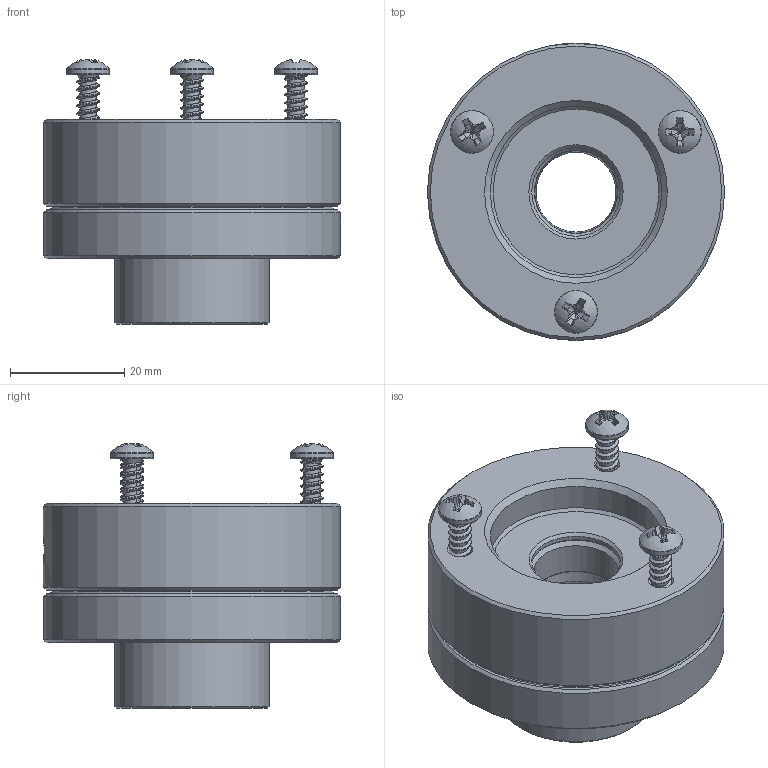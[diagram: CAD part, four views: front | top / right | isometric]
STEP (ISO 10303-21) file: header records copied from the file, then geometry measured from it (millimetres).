
FILE_DESCRIPTION(('FreeCAD Model'),'2;1');
FILE_NAME('Open CASCADE Shape Model','2025-05-03T20:02:52',('FreeCAD'),( 'FreeCAD'),'Open CASCADE STEP processor 7.6','FreeCAD','Unknown');
FILE_SCHEMA(('AUTOMOTIVE_DESIGN { 1 0 10303 214 1 1 1 1 }'));
Products named in the file (1): Open CASCADE STEP translator 7.6 1
Bounding box: 52 x 52 x 46.28 mm (x, y, z)
Volume: 41135.2 mm3; surface area: 28409.6 mm2
Topology: 41 solids, 41 shells, 1238 faces, 3495 edges, 2293 vertices
Faces by surface type: cylinder 474, torus 348, plane 295, bspline 75, cone 43, sphere 3
Full cylindrical faces by diameter (mm): 2 x33, 2.905 x18, 3 x5, 3.15 x1, 4.25 x1, 7.5 x3, 14 x1, 14.55 x1, 15.5 x1, 18.5 x1, 23.5 x1, 27 x1, 30 x2, 30.04 x3, 31.36 x1, 32.68 x1, 34 x1, 43.526 x2, 45.208 x3, 46 x1, 46.333 x1, 46.667 x1, 47 x4, 49 x1, 52 x2
Entity records: 56613 total; most frequent: CARTESIAN_POINT 23787, DIRECTION 7211, ORIENTED_EDGE 6984, EDGE_CURVE 3492, AXIS2_PLACEMENT_3D 2971, VERTEX_POINT 2293, CIRCLE 1431, FACE_BOUND 1281
